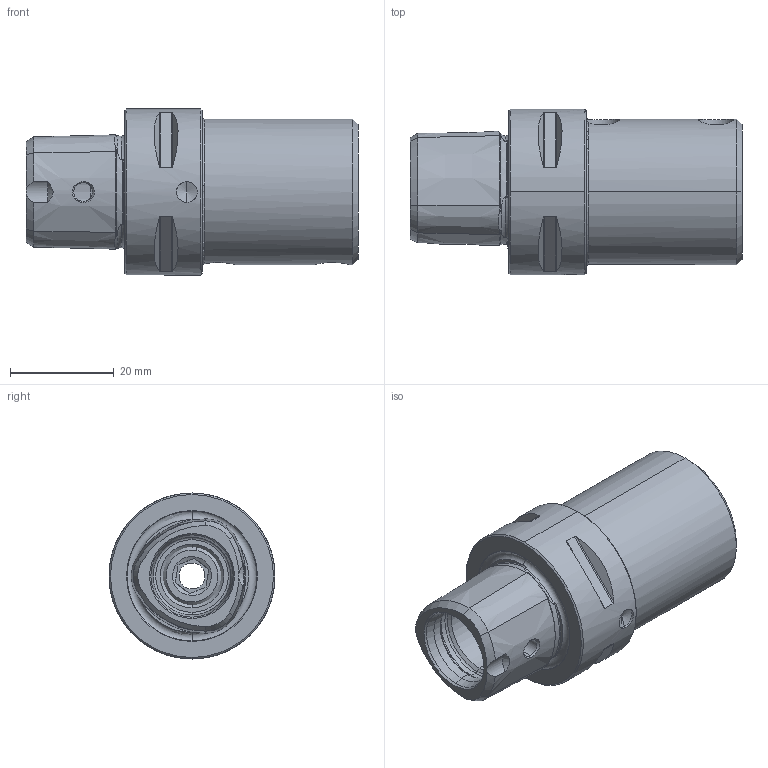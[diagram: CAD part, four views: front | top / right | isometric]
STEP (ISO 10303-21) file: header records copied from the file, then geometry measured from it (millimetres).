
FILE_DESCRIPTION (( 'STEP AP214' ), '1' );
FILE_NAME ('PS3.B10.So2.045.STEP', '2019-05-07T07:18:02', ( '' ), ( '' ), 'SwSTEP 2.0', 'SolidWorks 2017', '' );
FILE_SCHEMA (( 'AUTOMOTIVE_DESIGN' ));
Length unit declared in the file: millimetre
Products named in the file (10): PS3-B10.So2.045_A; ISO 4026 - M6 x 8; PS3.B10.So2.045; ER1.PS3.012.011_A
Assembly tree (6 placements, depth 2):
  ISO 4026 - M6 x 8
  PS3.B10.So2.045
    PS3-B10.So2.045_A
    ISO 4026 - M6 x 8  x4
    ER1.PS3.012.011_A
  PS3-B10.So2.045_A
  ISO 4026 - M6 x 8
  ISO 4026 - M6 x 8
Bounding box: 64 x 32 x 32 mm (x, y, z)
Volume: 30972.1 mm3; surface area: 11304.7 mm2
Topology: 6 solids, 6 shells, 247 faces, 583 edges, 352 vertices
Faces by surface type: cone 80, plane 68, cylinder 59, torus 40
Entity records: 7321 total; most frequent: CARTESIAN_POINT 2325, DIRECTION 981, ORIENTED_EDGE 970, EDGE_CURVE 485, AXIS2_PLACEMENT_3D 410, VERTEX_POINT 292, EDGE_LOOP 219, ADVANCED_FACE 202
